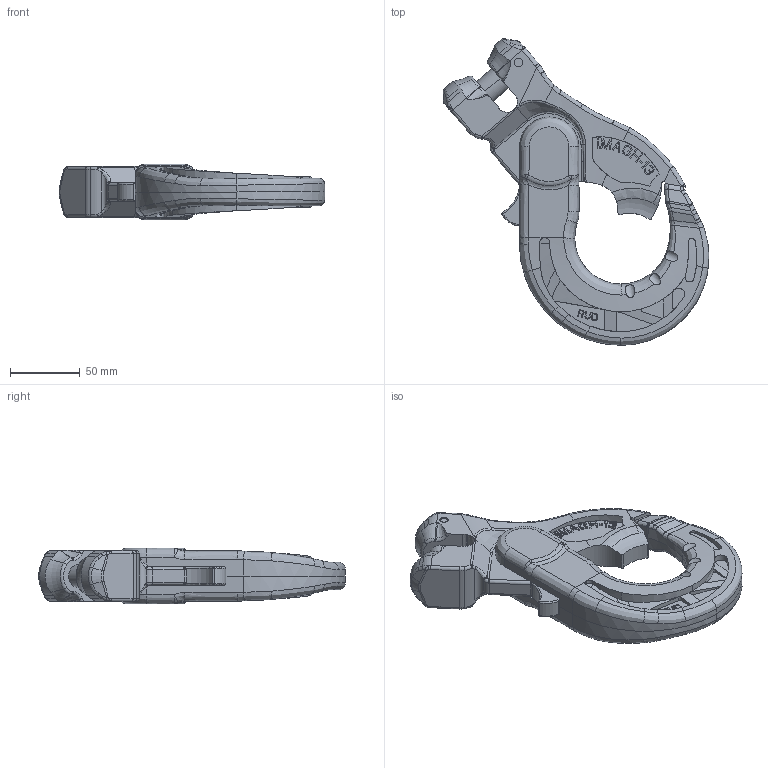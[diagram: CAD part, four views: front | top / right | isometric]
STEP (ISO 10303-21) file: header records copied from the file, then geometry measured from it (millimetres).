
FILE_DESCRIPTION((''),'2;1');
FILE_NAME('001-M35194-P-10_ASM','2015-05-08T',('Andreas.Wendler'),(''),'PRO/ENGINEER BY PARAMETRIC TECHNOLOGY CORPORATION, 2010140','PRO/ENGINEER BY PARAMETRIC TECHNOLOGY CORPORATION, 2010140','');
FILE_SCHEMA(('CONFIG_CONTROL_DESIGN'));
Length unit declared in the file: millimetre
Products named in the file (3): 001-M35190-P-2_AF0; 001-M35192-P-3; 001-M35194-P-10_ASM
Assembly tree (2 placements, depth 2):
  001-M35194-P-10_ASM
    001-M35190-P-2_AF0
    001-M35192-P-3
Bounding box: 190.21 x 219.36 x 40 mm (x, y, z)
Volume: 438593.9 mm3; surface area: 79540.3 mm2
Topology: 2 solids, 2 shells, 747 faces, 1953 edges, 1228 vertices
Faces by surface type: plane 336, bspline 184, cylinder 144, torus 48, cone 26, sphere 6, extrusion 3
Entity records: 34043 total; most frequent: CARTESIAN_POINT 17175, ORIENTED_EDGE 3906, DIRECTION 2908, EDGE_CURVE 1953, VERTEX_POINT 1228, VECTOR 1014, LINE 1011, AXIS2_PLACEMENT_3D 947
